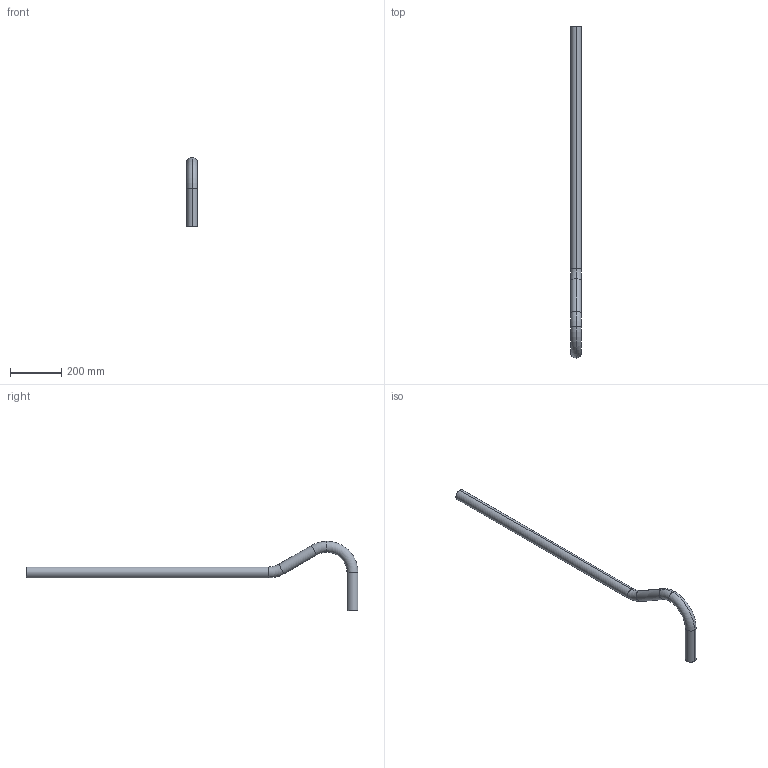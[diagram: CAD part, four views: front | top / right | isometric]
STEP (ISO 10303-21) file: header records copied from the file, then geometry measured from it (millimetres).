
FILE_DESCRIPTION (( 'STEP AP203' ), '1' );
FILE_NAME ('51003-ST.step', '2019-06-07T12:12:49', ( '' ), ( '' ), 'SwSTEP 2.0', 'SolidWorks 2015', '' );
FILE_SCHEMA (( 'CONFIG_CONTROL_DESIGN' ));
Length unit declared in the file: millimetre
Products named in the file (1): 51003-ST
Bounding box: 42.4 x 1292.99 x 270 mm (x, y, z)
Volume: 488289.2 mm3; surface area: 376266.3 mm2
Topology: 1 solids, 1 shells, 233 faces, 610 edges, 400 vertices
Faces by surface type: bspline 103, plane 85, cylinder 33, torus 12
Entity records: 11353 total; most frequent: CARTESIAN_POINT 6169, ORIENTED_EDGE 1220, DIRECTION 774, EDGE_CURVE 610, VERTEX_POINT 400, LINE 272, VECTOR 272, EDGE_LOOP 256
